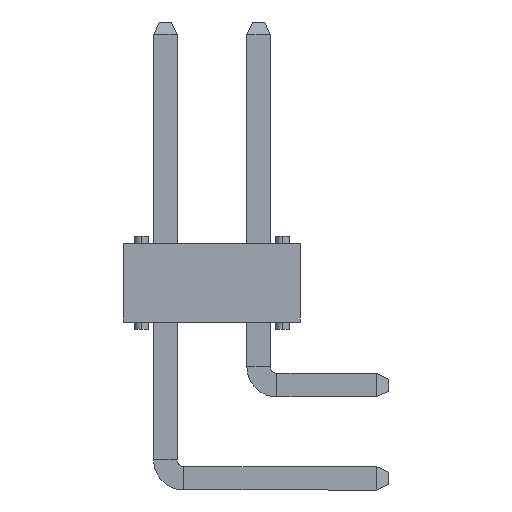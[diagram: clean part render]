
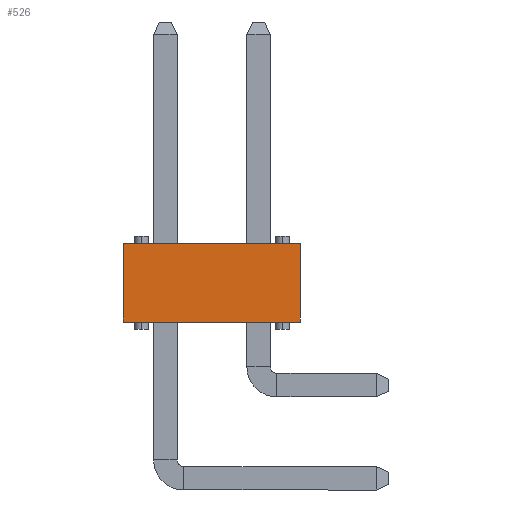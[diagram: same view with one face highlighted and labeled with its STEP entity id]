
A CAD part, left-side view. The second image highlights one B-rep face of the part: STEP entity #526.
In plain terms, the highlighted planar face has unit normal (-1, 0, 0).
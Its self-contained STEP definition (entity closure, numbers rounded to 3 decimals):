
#525 = EDGE_CURVE ( 'NONE', #20997, #25162, #27917, .T. ) ;
#526 = ADVANCED_FACE ( 'NONE', ( #21255 ), #10411, .F. ) ;
#1985 = CARTESIAN_POINT ( 'NONE',  ( -25.4, 4.83, 0.34 ) ) ;
#2164 = CARTESIAN_POINT ( 'NONE',  ( -25.4, 0., 0.34 ) ) ;
#2215 = ORIENTED_EDGE ( 'NONE', *, *, #10702, .T. ) ;
#5721 = VERTEX_POINT ( 'NONE', #29763 ) ;
#7211 = VECTOR ( 'NONE', #33050, 1000. ) ;
#7368 = CARTESIAN_POINT ( 'NONE',  ( -25.4, 4.83, -1.8 ) ) ;
#8587 = VECTOR ( 'NONE', #10007, 1000. ) ;
#10007 = DIRECTION ( 'NONE',  ( 0., 0., -1. ) ) ;
#10411 = PLANE ( 'NONE',  #13722 ) ;
#10702 = EDGE_CURVE ( 'NONE', #20997, #29469, #41868, .T. ) ;
#11281 = DIRECTION ( 'NONE',  ( 1., 0., 0. ) ) ;
#12860 = EDGE_LOOP ( 'NONE', ( #14345, #37583, #42565, #2215 ) ) ;
#12894 = EDGE_CURVE ( 'NONE', #25162, #5721, #45115, .T. ) ;
#13722 = AXIS2_PLACEMENT_3D ( 'NONE', #38517, #11281, #35209 ) ;
#14345 = ORIENTED_EDGE ( 'NONE', *, *, #42916, .T. ) ;
#17006 = CARTESIAN_POINT ( 'NONE',  ( -25.4, 0., 0.34 ) ) ;
#20303 = LINE ( 'NONE', #38498, #45354 ) ;
#20533 = DIRECTION ( 'NONE',  ( 0., -1., 0. ) ) ;
#20800 = DIRECTION ( 'NONE',  ( 0., -1., 0. ) ) ;
#20997 = VERTEX_POINT ( 'NONE', #1985 ) ;
#21255 = FACE_OUTER_BOUND ( 'NONE', #12860, .T. ) ;
#22040 = VECTOR ( 'NONE', #20800, 1000. ) ;
#23739 = CARTESIAN_POINT ( 'NONE',  ( -25.4, 0., 0.34 ) ) ;
#23944 = CARTESIAN_POINT ( 'NONE',  ( -25.4, 4.83, 0.34 ) ) ;
#25162 = VERTEX_POINT ( 'NONE', #23739 ) ;
#27917 = LINE ( 'NONE', #17006, #22040 ) ;
#29469 = VERTEX_POINT ( 'NONE', #7368 ) ;
#29763 = CARTESIAN_POINT ( 'NONE',  ( -25.4, 0., -1.8 ) ) ;
#33050 = DIRECTION ( 'NONE',  ( 0., 0., -1. ) ) ;
#35209 = DIRECTION ( 'NONE',  ( 0., 0., -1. ) ) ;
#37583 = ORIENTED_EDGE ( 'NONE', *, *, #12894, .F. ) ;
#38498 = CARTESIAN_POINT ( 'NONE',  ( -25.4, 0., -1.8 ) ) ;
#38517 = CARTESIAN_POINT ( 'NONE',  ( -25.4, 0., 0.34 ) ) ;
#41868 = LINE ( 'NONE', #23944, #8587 ) ;
#42565 = ORIENTED_EDGE ( 'NONE', *, *, #525, .F. ) ;
#42916 = EDGE_CURVE ( 'NONE', #29469, #5721, #20303, .T. ) ;
#45115 = LINE ( 'NONE', #2164, #7211 ) ;
#45354 = VECTOR ( 'NONE', #20533, 1000. ) ;
